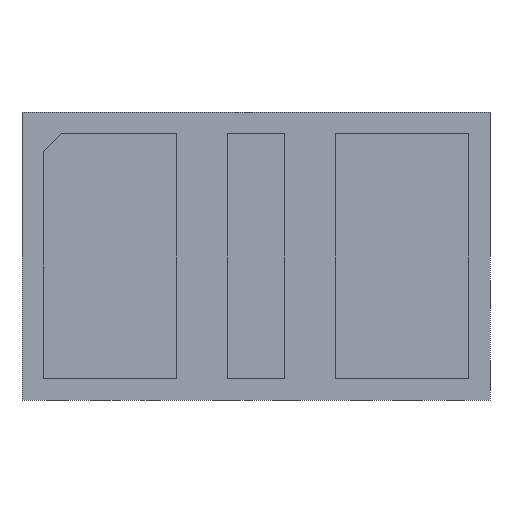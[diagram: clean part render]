
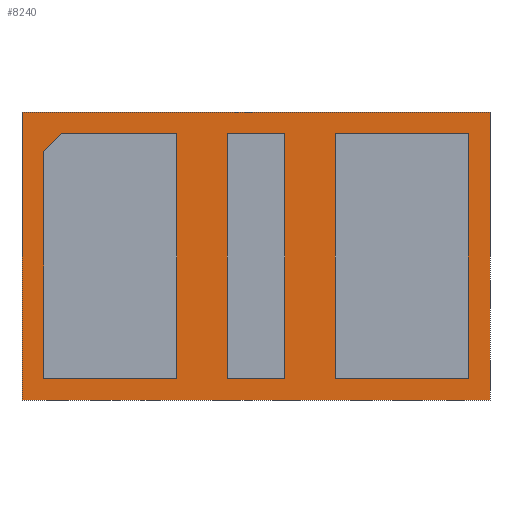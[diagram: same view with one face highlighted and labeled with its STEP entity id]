
A CAD part, front view. The second image highlights one B-rep face of the part: STEP entity #8240.
In plain terms, the highlighted planar face has unit normal (0, -1, 0).
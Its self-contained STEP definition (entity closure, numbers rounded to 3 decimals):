
#315 = EDGE_CURVE ( 'NONE', #4279, #4232, #8160, .T. ) ;
#559 = CARTESIAN_POINT ( 'NONE',  ( 0., 0.05, 2. ) ) ;
#571 = CARTESIAN_POINT ( 'NONE',  ( 3.25, 0.05, 0. ) ) ;
#632 = VECTOR ( 'NONE', #1030, 1000. ) ;
#1030 = DIRECTION ( 'NONE',  ( 0., 0., 1. ) ) ;
#1059 = EDGE_CURVE ( 'NONE', #1596, #4279, #6727, .T. ) ;
#1099 = CARTESIAN_POINT ( 'NONE',  ( -3.25, 0.05, -2. ) ) ;
#1146 = EDGE_CURVE ( 'NONE', #7752, #1596, #4337, .T. ) ;
#1596 = VERTEX_POINT ( 'NONE', #1099 ) ;
#1789 = FACE_OUTER_BOUND ( 'NONE', #4908, .T. ) ;
#2065 = ORIENTED_EDGE ( 'NONE', *, *, #1059, .F. ) ;
#2197 = CARTESIAN_POINT ( 'NONE',  ( 3.25, 0.05, 2. ) ) ;
#2453 = DIRECTION ( 'NONE',  ( 1., 0., 0. ) ) ;
#2494 = DIRECTION ( 'NONE',  ( 0., 1., 0. ) ) ;
#2822 = CARTESIAN_POINT ( 'NONE',  ( -3.25, 0.05, 2. ) ) ;
#3135 = DIRECTION ( 'NONE',  ( 0., 0., -1. ) ) ;
#3207 = PLANE ( 'NONE',  #8009 ) ;
#4232 = VERTEX_POINT ( 'NONE', #2197 ) ;
#4279 = VERTEX_POINT ( 'NONE', #2822 ) ;
#4331 = CARTESIAN_POINT ( 'NONE',  ( 0., 0.05, 0. ) ) ;
#4337 = LINE ( 'NONE', #7633, #4911 ) ;
#4772 = ORIENTED_EDGE ( 'NONE', *, *, #1146, .F. ) ;
#4806 = LINE ( 'NONE', #571, #6039 ) ;
#4908 = EDGE_LOOP ( 'NONE', ( #2065, #4772, #7847, #6951 ) ) ;
#4911 = VECTOR ( 'NONE', #6883, 1000. ) ;
#5973 = CARTESIAN_POINT ( 'NONE',  ( 3.25, 0.05, -2. ) ) ;
#6039 = VECTOR ( 'NONE', #3135, 1000. ) ;
#6121 = VECTOR ( 'NONE', #2453, 1000. ) ;
#6175 = CARTESIAN_POINT ( 'NONE',  ( -3.25, 0.05, 0. ) ) ;
#6727 = LINE ( 'NONE', #6175, #632 ) ;
#6883 = DIRECTION ( 'NONE',  ( -1., 0., 0. ) ) ;
#6951 = ORIENTED_EDGE ( 'NONE', *, *, #315, .F. ) ;
#6959 = DIRECTION ( 'NONE',  ( 0., 0., -1. ) ) ;
#7633 = CARTESIAN_POINT ( 'NONE',  ( 0., 0.05, -2. ) ) ;
#7752 = VERTEX_POINT ( 'NONE', #5973 ) ;
#7847 = ORIENTED_EDGE ( 'NONE', *, *, #7994, .F. ) ;
#7994 = EDGE_CURVE ( 'NONE', #4232, #7752, #4806, .T. ) ;
#8009 = AXIS2_PLACEMENT_3D ( 'NONE', #4331, #2494, #6959 ) ;
#8160 = LINE ( 'NONE', #559, #6121 ) ;
#8240 = ADVANCED_FACE ( 'NONE', ( #1789 ), #3207, .F. ) ;
